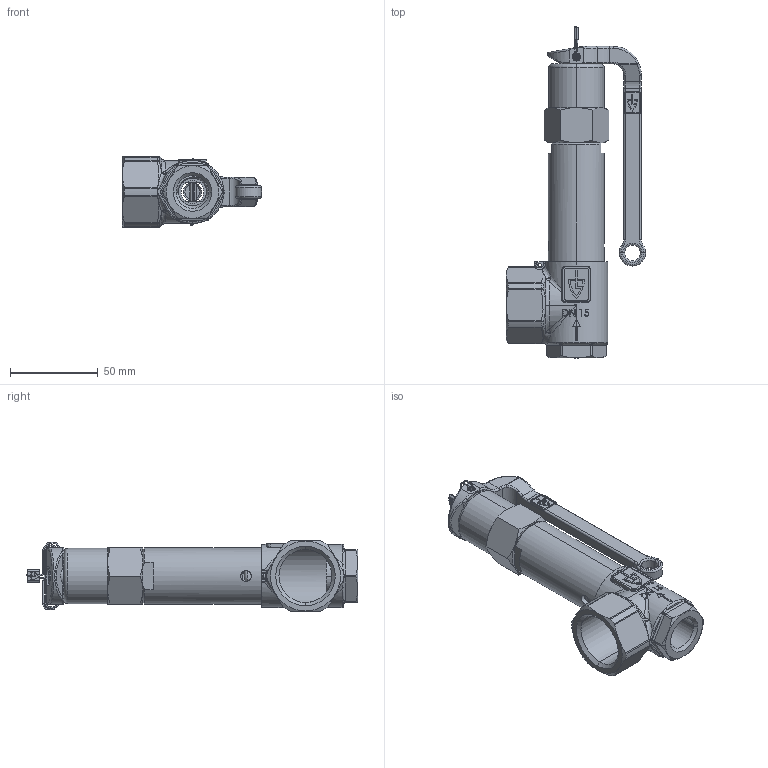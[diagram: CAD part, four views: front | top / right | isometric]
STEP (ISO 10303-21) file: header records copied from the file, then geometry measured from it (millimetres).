
FILE_DESCRIPTION (( 'STEP AP214' ), '1' );
FILE_NAME ('851bXL_15_FF_1525 HD.STEP', '2019-08-23T07:55:17', ( '' ), ( '' ), 'SwSTEP 2.0', 'SolidWorks 2018', '' );
FILE_SCHEMA (( 'AUTOMOTIVE_DESIGN' ));
Length unit declared in the file: millimetre
Products named in the file (1): 851bXL_15_FF_1525 HD
Bounding box: 79.5 x 189.68 x 40 mm (x, y, z)
Surface area: 41972.5 mm2 (no closed solid volume)
Topology: 0 solids, 11 shells, 744 faces, 2171 edges, 1381 vertices
Faces by surface type: cylinder 219, plane 216, bspline 166, torus 86, cone 43, sphere 14
Entity records: 41825 total; most frequent: CARTESIAN_POINT 15571, ORIENTED_EDGE 3885, DIRECTION 3442, EDGE_CURVE 2163, VERTEX_POINT 1381, AXIS2_PLACEMENT_3D 1301, LINE 840, VECTOR 840
